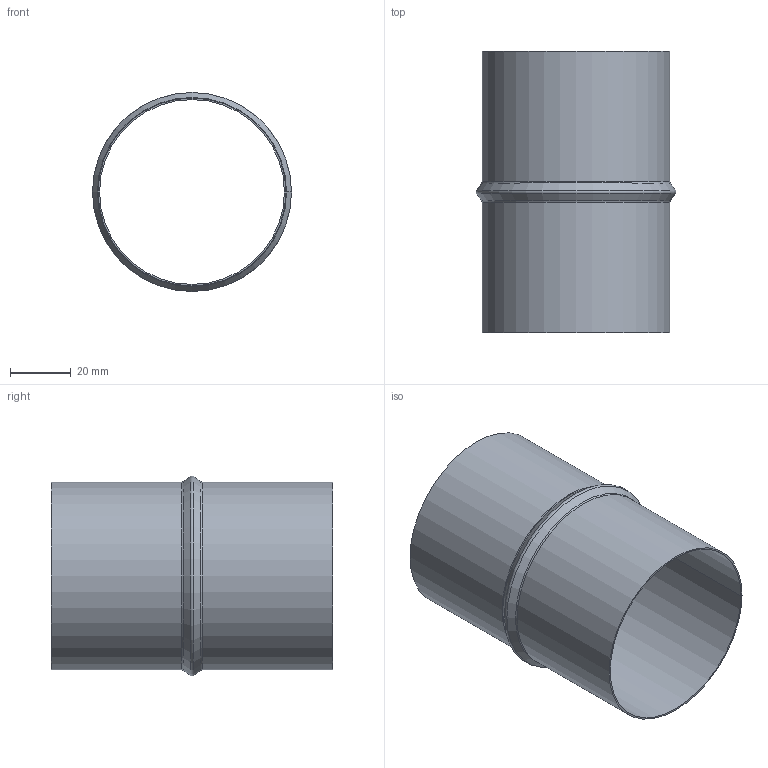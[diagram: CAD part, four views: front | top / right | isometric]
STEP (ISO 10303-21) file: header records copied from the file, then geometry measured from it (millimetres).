
FILE_DESCRIPTION(/* description */ ('Nippel'),/* implementation_level */ '2;1');
FILE_NAME(/* name */ 'HI-63.stp',/* time_stamp */ '2015-06-01T14:18:52+02:00',/* author */ ('John'),/* organization */ (''),/* preprocessor_version */ 'ST-DEVELOPER v15.6',/* originating_system */ 'Autodesk Inventor 2015',/* authorisation */ '');
FILE_SCHEMA (('AUTOMOTIVE_DESIGN { 1 0 10303 214 3 1 1 }'));
Length unit declared in the file: millimetre
Products named in the file (1): HI-63
Bounding box: 66.04 x 93 x 66.04 mm (x, y, z)
Volume: 9130.1 mm3; surface area: 36808 mm2
Topology: 1 solids, 1 shells, 30 faces, 60 edges, 32 vertices
Faces by surface type: plane 16, torus 6, cone 4, cylinder 4
Full cylindrical faces by diameter (mm): 61.05 x2, 62.05 x2
Entity records: 784 total; most frequent: DIRECTION 150, CARTESIAN_POINT 123, ORIENTED_EDGE 120, EDGE_CURVE 60, AXIS2_PLACEMENT_3D 59, LINE 32, VECTOR 32, VERTEX_POINT 32
